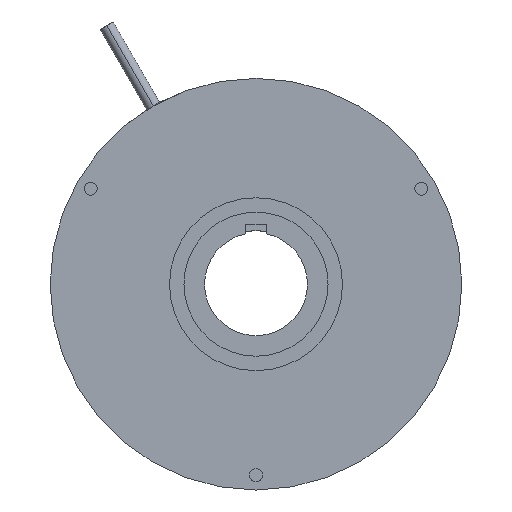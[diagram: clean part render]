
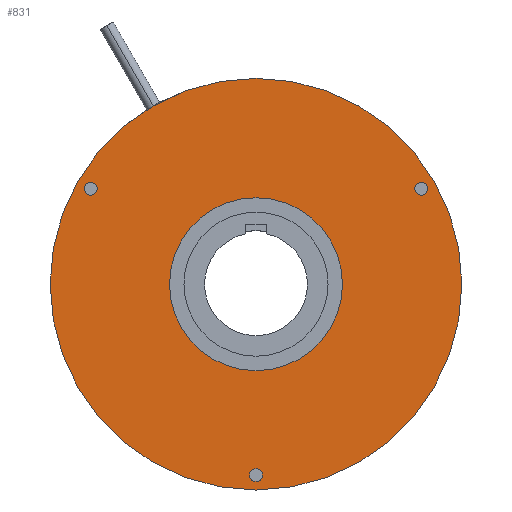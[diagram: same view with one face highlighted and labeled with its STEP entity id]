
A CAD part, left-side view. The second image highlights one B-rep face of the part: STEP entity #831.
In plain terms, the highlighted planar face has unit normal (-1, 0, 0).
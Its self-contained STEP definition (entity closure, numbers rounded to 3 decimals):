
#595=CARTESIAN_POINT('POINT40',(0.,
   0.,152.4));
#596=VERTEX_POINT('VERTEX40',#595);
#603=CARTESIAN_POINT('POINT41',(0.,
   0.,-152.4));
#604=VERTEX_POINT('VERTEX41',#603);
#605=CARTESIAN_POINT('POS55',(0.,0.,0.));
#606=DIRECTION('DIR87',(-1.,0.,0.));
#607=DIRECTION('DIR88',(0.,0.,1.));
#608=AXIS2_PLACEMENT_3D('AXIS33',#605,#606,#607);
#609=CIRCLE('ELLIPSE15',#608,152.4);
#610=EDGE_CURVE('EDGE56',#604,#596,#609,.T.);
#630=EDGE_CURVE('EDGE58',#596,#604,#609,.T.);
#635=CARTESIAN_POINT('POINT42',(0.,
   -4.763,-141.351));
#636=VERTEX_POINT('VERTEX42',#635);
#643=CARTESIAN_POINT('POINT43',(0.,
   4.762,-141.351));
#644=VERTEX_POINT('VERTEX43',#643);
#645=CARTESIAN_POINT('POS59',(0.,
   0.,-141.351));
#646=DIRECTION('DIR93',(1.,0.,
   0.));
#647=DIRECTION('DIR94',(0.,-1.,
   0.));
#648=AXIS2_PLACEMENT_3D('AXIS35',#645,#646,#647);
#649=CIRCLE('ELLIPSE16',#648,4.763);
#650=EDGE_CURVE('EDGE60',#644,#636,#649,.T.);
#670=EDGE_CURVE('EDGE62',#636,#644,#649,.T.);
#675=CARTESIAN_POINT('POINT44',(0.,
   124.795,66.551));
#676=VERTEX_POINT('VERTEX44',#675);
#683=CARTESIAN_POINT('POINT45',(0.,
   120.032,74.8));
#684=VERTEX_POINT('VERTEX45',#683);
#685=CARTESIAN_POINT('POS63',(0.,
   122.414,70.675));
#686=DIRECTION('DIR99',(1.,0.,
   0.));
#687=DIRECTION('DIR100',(0.,0.5,
   -0.866));
#688=AXIS2_PLACEMENT_3D('AXIS37',#685,#686,#687);
#689=CIRCLE('ELLIPSE17',#688,4.763);
#690=EDGE_CURVE('EDGE64',#684,#676,#689,.T.);
#710=EDGE_CURVE('EDGE66',#676,#684,#689,.T.);
#715=CARTESIAN_POINT('POINT46',(0.,
   -120.032,74.8));
#716=VERTEX_POINT('VERTEX46',#715);
#723=CARTESIAN_POINT('POINT47',(0.,
   -124.795,66.551));
#724=VERTEX_POINT('VERTEX47',#723);
#725=CARTESIAN_POINT('POS67',(0.,
   -122.414,70.676));
#726=DIRECTION('DIR105',(1.,0.,
   0.));
#727=DIRECTION('DIR106',(0.,0.5,
   0.866));
#728=AXIS2_PLACEMENT_3D('AXIS39',#725,#726,#727);
#729=CIRCLE('ELLIPSE18',#728,4.763);
#730=EDGE_CURVE('EDGE68',#724,#716,#729,.T.);
#750=EDGE_CURVE('EDGE70',#716,#724,#729,.T.);
#795=ORIENTED_EDGE('COEDGE139',*,*,#750,.T.);
#796=ORIENTED_EDGE('COEDGE140',*,*,#730,.T.);
#797=EDGE_LOOP('NONE',(#795,#796));
#798=FACE_BOUND('LOOP1',#797,.T.);
#799=ORIENTED_EDGE('COEDGE141',*,*,#710,.T.);
#800=ORIENTED_EDGE('COEDGE142',*,*,#690,.T.);
#801=EDGE_LOOP('NONE',(#799,#800));
#802=FACE_BOUND('LOOP1',#801,.T.);
#803=ORIENTED_EDGE('COEDGE143',*,*,#670,.T.);
#804=ORIENTED_EDGE('COEDGE144',*,*,#650,.T.);
#805=EDGE_LOOP('NONE',(#803,#804));
#806=FACE_BOUND('LOOP1',#805,.T.);
#807=CARTESIAN_POINT('POINT50',(0.,
   0.,64.008));
#808=VERTEX_POINT('VERTEX50',#807);
#809=CARTESIAN_POINT('POINT51',(0.,
   0.,-64.008));
#810=VERTEX_POINT('VERTEX51',#809);
#811=CARTESIAN_POINT('POS74',(0.,0.,0.));
#812=DIRECTION('DIR116',(-1.,0.,0.));
#813=DIRECTION('DIR117',(0.,0.,1.));
#814=AXIS2_PLACEMENT_3D('AXIS43',#811,#812,#813);
#815=CIRCLE('ELLIPSE20',#814,64.008);
#816=EDGE_CURVE('EDGE75',#808,#810,#815,.T.);
#817=ORIENTED_EDGE('COEDGE145',*,*,#816,.F.);
#818=EDGE_CURVE('EDGE76',#810,#808,#815,.T.);
#819=ORIENTED_EDGE('COEDGE146',*,*,#818,.F.);
#820=EDGE_LOOP('NONE',(#817,#819));
#821=FACE_BOUND('LOOP1',#820,.T.);
#822=ORIENTED_EDGE('COEDGE147',*,*,#630,.T.);
#823=ORIENTED_EDGE('COEDGE148',*,*,#610,.T.);
#824=EDGE_LOOP('NONE',(#822,#823));
#825=FACE_BOUND('LOOP1',#824,.T.);
#826=CARTESIAN_POINT('POS75',(0.,
   0.,108.204));
#827=DIRECTION('DIR118',(-1.,0.,0.));
#828=DIRECTION('DIR119',(0.,1.,0.));
#829=AXIS2_PLACEMENT_3D('AXIS44',#826,#827,#828);
#830=PLANE('PLANE14',#829);
#831=ADVANCED_FACE('FACE34',(#798,#802,#806,#821,#825),#830,.T.);
